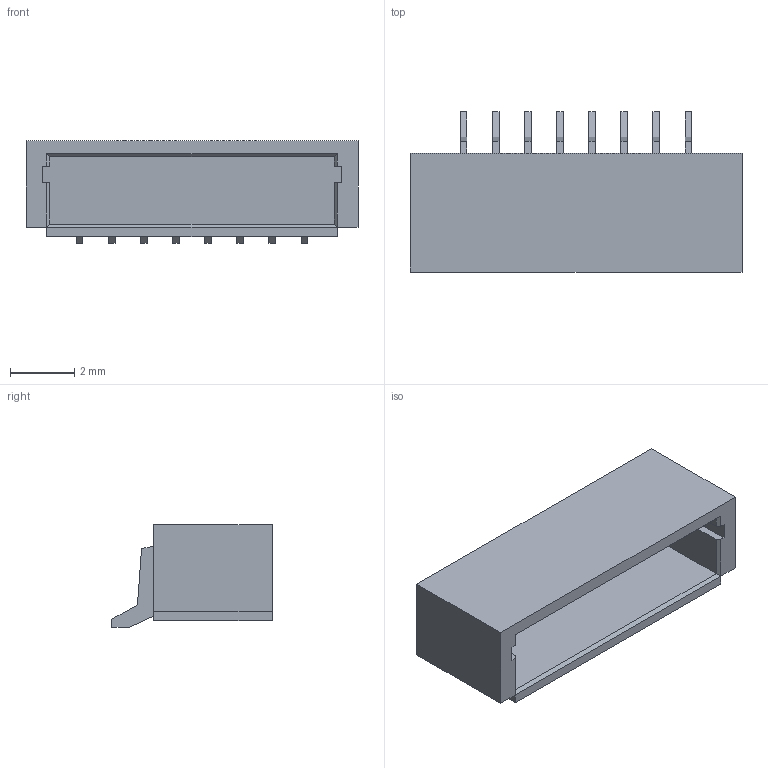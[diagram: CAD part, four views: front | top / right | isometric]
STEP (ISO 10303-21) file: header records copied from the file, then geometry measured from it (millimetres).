
FILE_DESCRIPTION(/* description */ (''),/* implementation_level */ '2;1');
FILE_NAME(/* name */ 'SH_1MM_8P_HOR_SMD.step',/* time_stamp */ '2023-07-27T14:35:39+08:00',/* author */ (''),/* organization */ (''),/* preprocessor_version */ 'ST-DEVELOPER v19.2',/* originating_system */ 'Autodesk Translation Framework v12.6.0.85',/* authorisation */ '');
FILE_SCHEMA (('AUTOMOTIVE_DESIGN { 1 0 10303 214 3 1 1 }'));
Length unit declared in the file: millimetre
Products named in the file (3): SH_1MM_8P_HOR_SMD; 零部件1; 零部件2
Assembly tree (2 placements, depth 2):
  SH_1MM_8P_HOR_SMD
    零部件1
    零部件2
Bounding box: 10.35 x 5 x 3.2 mm (x, y, z)
Volume: 59 mm3; surface area: 260.6 mm2
Topology: 9 solids, 9 shells, 102 faces, 244 edges, 160 vertices
Faces by surface type: plane 102
Entity records: 2976 total; most frequent: CARTESIAN_POINT 511, ORIENTED_EDGE 488, DIRECTION 458, LINE 244, VECTOR 244, EDGE_CURVE 244, VERTEX_POINT 160, AXIS2_PLACEMENT_3D 107
